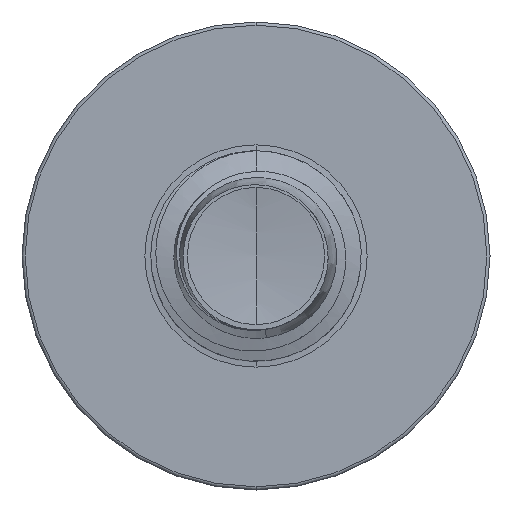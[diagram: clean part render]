
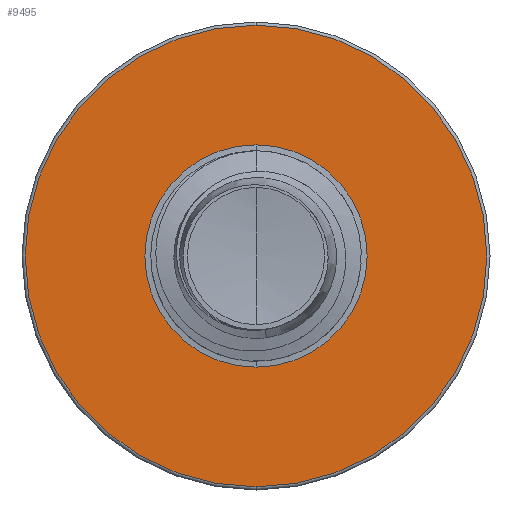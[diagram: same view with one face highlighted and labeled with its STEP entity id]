
A CAD part, front view. The second image highlights one B-rep face of the part: STEP entity #9495.
In plain terms, the highlighted planar face has unit normal (0, -1, 0).
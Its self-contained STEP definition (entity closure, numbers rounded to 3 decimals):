
#478 = EDGE_LOOP ( 'NONE', ( #10746, #10759 ) ) ;
#726 = CIRCLE ( 'NONE', #794, 2.375 ) ;
#794 = AXIS2_PLACEMENT_3D ( 'NONE', #8577, #8575, #8548 ) ;
#1254 = DIRECTION ( 'NONE',  ( 0., 0., 1. ) ) ;
#1279 = PLANE ( 'NONE',  #10792 ) ;
#1788 = CARTESIAN_POINT ( 'NONE',  ( 0., 4., -2.375 ) ) ;
#2410 = DIRECTION ( 'NONE',  ( 0., 1., 0. ) ) ;
#2613 = VERTEX_POINT ( 'NONE', #9764 ) ;
#2624 = AXIS2_PLACEMENT_3D ( 'NONE', #5787, #5775, #5769 ) ;
#2878 = EDGE_CURVE ( 'NONE', #4820, #12063, #726, .T. ) ;
#2939 = CIRCLE ( 'NONE', #2624, 4.933 ) ;
#3654 = EDGE_LOOP ( 'NONE', ( #10986, #10736 ) ) ;
#4820 = VERTEX_POINT ( 'NONE', #6992 ) ;
#4876 = EDGE_CURVE ( 'NONE', #4940, #2613, #2939, .T. ) ;
#4920 = DIRECTION ( 'NONE',  ( 0., 0., 1. ) ) ;
#4940 = VERTEX_POINT ( 'NONE', #5624 ) ;
#4946 = DIRECTION ( 'NONE',  ( 0., 1., 0. ) ) ;
#4963 = CARTESIAN_POINT ( 'NONE',  ( 0., 4., 0. ) ) ;
#5050 = DIRECTION ( 'NONE',  ( 0., 0., 1. ) ) ;
#5096 = DIRECTION ( 'NONE',  ( 0., 1., 0. ) ) ;
#5123 = CARTESIAN_POINT ( 'NONE',  ( 0., 4., 0. ) ) ;
#5306 = EDGE_CURVE ( 'NONE', #12063, #4820, #9346, .T. ) ;
#5311 = EDGE_CURVE ( 'NONE', #2613, #4940, #10336, .T. ) ;
#5624 = CARTESIAN_POINT ( 'NONE',  ( 0., 4., 4.933 ) ) ;
#5769 = DIRECTION ( 'NONE',  ( 0., 0., 1. ) ) ;
#5775 = DIRECTION ( 'NONE',  ( 0., 1., 0. ) ) ;
#5787 = CARTESIAN_POINT ( 'NONE',  ( 0., 4., 0. ) ) ;
#6992 = CARTESIAN_POINT ( 'NONE',  ( 0., 4., -2.375 ) ) ;
#8548 = DIRECTION ( 'NONE',  ( 0., 0., 1. ) ) ;
#8575 = DIRECTION ( 'NONE',  ( 0., 1., 0. ) ) ;
#8577 = CARTESIAN_POINT ( 'NONE',  ( 0., 4., 0. ) ) ;
#9346 = CIRCLE ( 'NONE', #10535, 2.375 ) ;
#9495 = ADVANCED_FACE ( 'NONE', ( #11218, #11802 ), #1279, .F. ) ;
#9524 = CARTESIAN_POINT ( 'NONE',  ( 0., 4., 2.375 ) ) ;
#9764 = CARTESIAN_POINT ( 'NONE',  ( 0., 4., -4.932 ) ) ;
#10209 = AXIS2_PLACEMENT_3D ( 'NONE', #4963, #4946, #4920 ) ;
#10336 = CIRCLE ( 'NONE', #10209, 4.933 ) ;
#10535 = AXIS2_PLACEMENT_3D ( 'NONE', #5123, #5096, #5050 ) ;
#10736 = ORIENTED_EDGE ( 'NONE', *, *, #5311, .F. ) ;
#10746 = ORIENTED_EDGE ( 'NONE', *, *, #5306, .T. ) ;
#10759 = ORIENTED_EDGE ( 'NONE', *, *, #2878, .T. ) ;
#10792 = AXIS2_PLACEMENT_3D ( 'NONE', #1788, #2410, #1254 ) ;
#10986 = ORIENTED_EDGE ( 'NONE', *, *, #4876, .F. ) ;
#11218 = FACE_OUTER_BOUND ( 'NONE', #3654, .T. ) ;
#11802 = FACE_BOUND ( 'NONE', #478, .T. ) ;
#12063 = VERTEX_POINT ( 'NONE', #9524 ) ;
